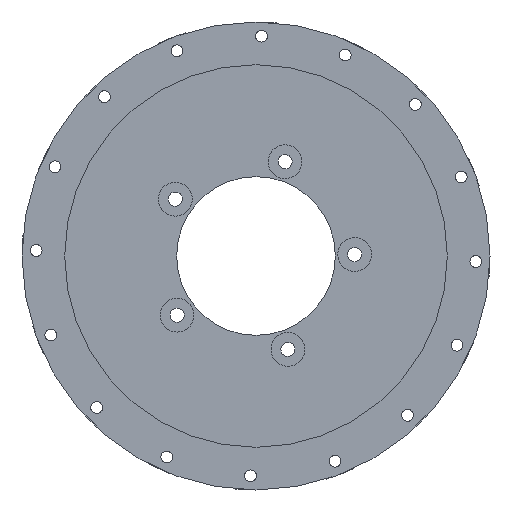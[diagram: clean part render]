
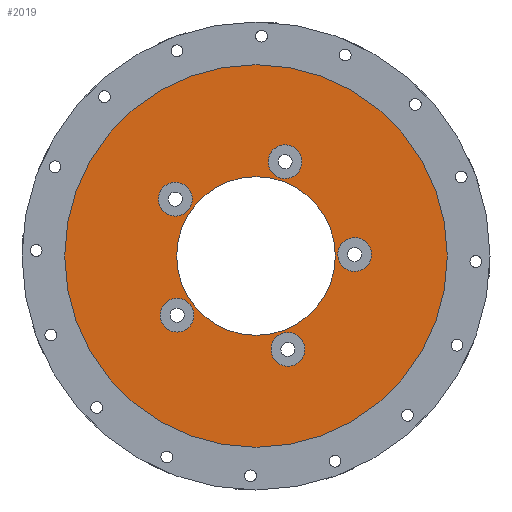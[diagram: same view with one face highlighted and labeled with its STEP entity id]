
A CAD part, front view. The second image highlights one B-rep face of the part: STEP entity #2019.
In plain terms, the highlighted face is planar.
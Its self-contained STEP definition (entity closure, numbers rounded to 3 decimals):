
#370=FACE_BOUND('',#620,.T.);
#371=FACE_BOUND('',#621,.T.);
#372=FACE_BOUND('',#622,.T.);
#373=FACE_BOUND('',#623,.T.);
#374=FACE_BOUND('',#624,.T.);
#375=FACE_BOUND('',#625,.T.);
#450=FACE_OUTER_BOUND('',#619,.T.);
#619=EDGE_LOOP('',(#1557,#1558));
#620=EDGE_LOOP('',(#1559));
#621=EDGE_LOOP('',(#1560));
#622=EDGE_LOOP('',(#1561));
#623=EDGE_LOOP('',(#1562));
#624=EDGE_LOOP('',(#1563));
#625=EDGE_LOOP('',(#1564,#1565));
#829=CIRCLE('',#2262,2.5);
#831=CIRCLE('',#2265,28.15);
#832=CIRCLE('',#2266,28.15);
#834=CIRCLE('',#2269,69.85);
#835=CIRCLE('',#2270,69.85);
#836=CIRCLE('',#2271,2.5);
#837=CIRCLE('',#2272,2.5);
#838=CIRCLE('',#2273,2.5);
#839=CIRCLE('',#2274,2.5);
#1011=VERTEX_POINT('',#3382);
#1014=VERTEX_POINT('',#3389);
#1015=VERTEX_POINT('',#3391);
#1016=VERTEX_POINT('',#3396);
#1017=VERTEX_POINT('',#3397);
#1018=VERTEX_POINT('',#3400);
#1019=VERTEX_POINT('',#3402);
#1020=VERTEX_POINT('',#3404);
#1021=VERTEX_POINT('',#3406);
#1214=EDGE_CURVE('',#1011,#1011,#829,.T.);
#1217=EDGE_CURVE('',#1015,#1014,#831,.T.);
#1218=EDGE_CURVE('',#1014,#1015,#832,.T.);
#1220=EDGE_CURVE('',#1016,#1017,#834,.T.);
#1221=EDGE_CURVE('',#1017,#1016,#835,.T.);
#1222=EDGE_CURVE('',#1018,#1018,#836,.T.);
#1223=EDGE_CURVE('',#1019,#1019,#837,.T.);
#1224=EDGE_CURVE('',#1020,#1020,#838,.T.);
#1225=EDGE_CURVE('',#1021,#1021,#839,.T.);
#1557=ORIENTED_EDGE('',*,*,#1220,.F.);
#1558=ORIENTED_EDGE('',*,*,#1221,.F.);
#1559=ORIENTED_EDGE('',*,*,#1222,.T.);
#1560=ORIENTED_EDGE('',*,*,#1223,.T.);
#1561=ORIENTED_EDGE('',*,*,#1224,.T.);
#1562=ORIENTED_EDGE('',*,*,#1225,.T.);
#1563=ORIENTED_EDGE('',*,*,#1214,.T.);
#1564=ORIENTED_EDGE('',*,*,#1217,.T.);
#1565=ORIENTED_EDGE('',*,*,#1218,.T.);
#1949=PLANE('',#2268);
#2019=ADVANCED_FACE('',(#450,#370,#371,#372,#373,#374,#375),#1949,.T.);
#2262=AXIS2_PLACEMENT_3D('',#3384,#2683,#2684);
#2265=AXIS2_PLACEMENT_3D('',#3392,#2690,#2691);
#2266=AXIS2_PLACEMENT_3D('',#3393,#2692,#2693);
#2268=AXIS2_PLACEMENT_3D('',#3395,#2696,#2697);
#2269=AXIS2_PLACEMENT_3D('',#3398,#2698,#2699);
#2270=AXIS2_PLACEMENT_3D('',#3399,#2700,#2701);
#2271=AXIS2_PLACEMENT_3D('',#3401,#2702,#2703);
#2272=AXIS2_PLACEMENT_3D('',#3403,#2704,#2705);
#2273=AXIS2_PLACEMENT_3D('',#3405,#2706,#2707);
#2274=AXIS2_PLACEMENT_3D('',#3407,#2708,#2709);
#2683=DIRECTION('center_axis',(0.,0.,1.));
#2684=DIRECTION('ref_axis',(1.,0.,0.));
#2690=DIRECTION('center_axis',(0.,0.,1.));
#2691=DIRECTION('ref_axis',(1.,0.,0.));
#2692=DIRECTION('center_axis',(0.,0.,1.));
#2693=DIRECTION('ref_axis',(1.,0.,0.));
#2696=DIRECTION('center_axis',(0.,0.,-1.));
#2697=DIRECTION('ref_axis',(-1.,0.,0.));
#2698=DIRECTION('center_axis',(0.,0.,1.));
#2699=DIRECTION('ref_axis',(1.,0.,0.));
#2700=DIRECTION('center_axis',(0.,0.,1.));
#2701=DIRECTION('ref_axis',(1.,0.,0.));
#2702=DIRECTION('center_axis',(0.,0.,1.));
#2703=DIRECTION('ref_axis',(0.309,-0.951,0.));
#2704=DIRECTION('center_axis',(0.,0.,1.));
#2705=DIRECTION('ref_axis',(-0.809,-0.588,0.));
#2706=DIRECTION('center_axis',(0.,0.,1.));
#2707=DIRECTION('ref_axis',(-0.809,0.588,0.));
#2708=DIRECTION('center_axis',(0.,0.,1.));
#2709=DIRECTION('ref_axis',(0.309,0.951,0.));
#3382=CARTESIAN_POINT('',(-30.5,21.,-3.));
#3384=CARTESIAN_POINT('Origin',(-28.,21.,-3.));
#3389=CARTESIAN_POINT('',(-28.15,0.,-3.));
#3391=CARTESIAN_POINT('',(28.15,0.,-3.));
#3392=CARTESIAN_POINT('Origin',(0.,0.,-3.));
#3393=CARTESIAN_POINT('Origin',(0.,0.,-3.));
#3395=CARTESIAN_POINT('Origin',(69.85,0.,-3.));
#3396=CARTESIAN_POINT('',(69.85,0.,-3.));
#3397=CARTESIAN_POINT('',(-69.85,0.,-3.));
#3398=CARTESIAN_POINT('Origin',(0.,0.,-3.));
#3399=CARTESIAN_POINT('Origin',(0.,0.,-3.));
#3400=CARTESIAN_POINT('',(10.547,35.497,-3.));
#3401=CARTESIAN_POINT('Origin',(11.32,33.119,-3.));
#3402=CARTESIAN_POINT('',(37.019,0.938,-3.));
#3403=CARTESIAN_POINT('Origin',(34.996,-0.531,-3.));
#3404=CARTESIAN_POINT('',(12.332,-34.917,-3.));
#3405=CARTESIAN_POINT('Origin',(10.309,-33.447,-3.));
#3406=CARTESIAN_POINT('',(-29.397,-22.518,-3.));
#3407=CARTESIAN_POINT('Origin',(-28.625,-20.14,-3.));
